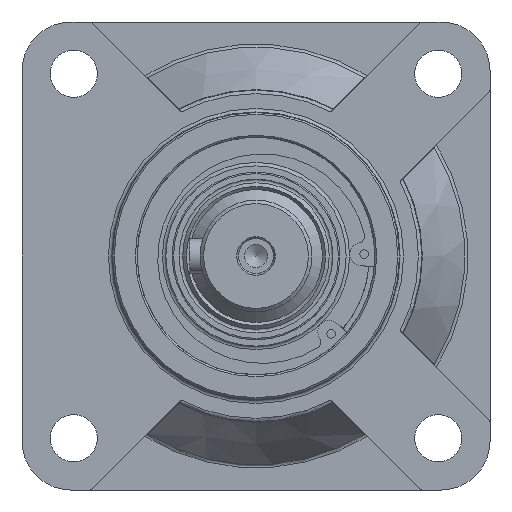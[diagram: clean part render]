
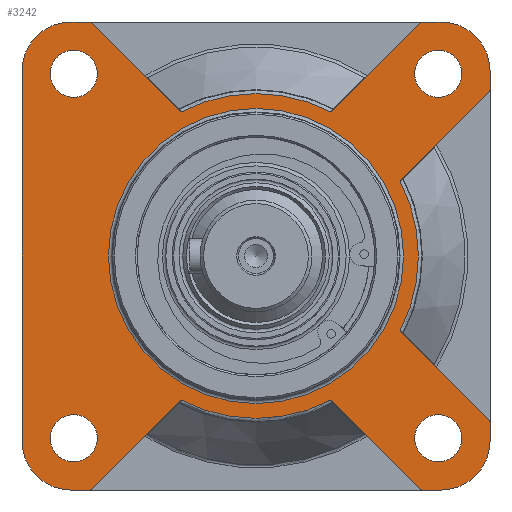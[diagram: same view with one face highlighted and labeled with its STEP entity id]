
A CAD part, left-side view. The second image highlights one B-rep face of the part: STEP entity #3242.
In plain terms, the highlighted planar face has unit normal (-1, 0, 0).
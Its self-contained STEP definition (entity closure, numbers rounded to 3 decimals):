
#270=LINE('',#5051,#432);
#271=LINE('',#5055,#433);
#272=LINE('',#5059,#434);
#273=LINE('',#5063,#435);
#274=LINE('',#5067,#436);
#275=LINE('',#5071,#437);
#276=LINE('',#5075,#438);
#277=LINE('',#5079,#439);
#278=LINE('',#5083,#440);
#279=LINE('',#5087,#441);
#280=LINE('',#5091,#442);
#281=LINE('',#5095,#443);
#282=LINE('',#5099,#444);
#432=VECTOR('',#3988,1000.);
#433=VECTOR('',#3991,1000.);
#434=VECTOR('',#3994,1000.);
#435=VECTOR('',#3997,1000.);
#436=VECTOR('',#4000,1000.);
#437=VECTOR('',#4003,1000.);
#438=VECTOR('',#4006,1000.);
#439=VECTOR('',#4009,1000.);
#440=VECTOR('',#4012,1000.);
#441=VECTOR('',#4015,1000.);
#442=VECTOR('',#4018,1000.);
#443=VECTOR('',#4021,1000.);
#444=VECTOR('',#4024,1000.);
#594=ORIENTED_EDGE('',*,*,#1458,.F.);
#595=ORIENTED_EDGE('',*,*,#1459,.F.);
#596=ORIENTED_EDGE('',*,*,#1460,.F.);
#597=ORIENTED_EDGE('',*,*,#1461,.F.);
#598=ORIENTED_EDGE('',*,*,#1462,.F.);
#599=ORIENTED_EDGE('',*,*,#1463,.F.);
#600=ORIENTED_EDGE('',*,*,#1464,.F.);
#601=ORIENTED_EDGE('',*,*,#1465,.F.);
#602=ORIENTED_EDGE('',*,*,#1466,.F.);
#603=ORIENTED_EDGE('',*,*,#1467,.F.);
#604=ORIENTED_EDGE('',*,*,#1468,.F.);
#605=ORIENTED_EDGE('',*,*,#1469,.F.);
#606=ORIENTED_EDGE('',*,*,#1470,.F.);
#607=ORIENTED_EDGE('',*,*,#1471,.F.);
#608=ORIENTED_EDGE('',*,*,#1472,.F.);
#609=ORIENTED_EDGE('',*,*,#1473,.F.);
#610=ORIENTED_EDGE('',*,*,#1474,.F.);
#611=ORIENTED_EDGE('',*,*,#1475,.F.);
#612=ORIENTED_EDGE('',*,*,#1476,.F.);
#613=ORIENTED_EDGE('',*,*,#1477,.F.);
#614=ORIENTED_EDGE('',*,*,#1478,.F.);
#615=ORIENTED_EDGE('',*,*,#1479,.F.);
#616=ORIENTED_EDGE('',*,*,#1480,.F.);
#617=ORIENTED_EDGE('',*,*,#1481,.F.);
#618=ORIENTED_EDGE('',*,*,#1482,.F.);
#619=ORIENTED_EDGE('',*,*,#1483,.F.);
#620=ORIENTED_EDGE('',*,*,#1484,.T.);
#621=ORIENTED_EDGE('',*,*,#1485,.T.);
#622=ORIENTED_EDGE('',*,*,#1486,.T.);
#623=ORIENTED_EDGE('',*,*,#1487,.T.);
#624=ORIENTED_EDGE('',*,*,#1488,.T.);
#1458=EDGE_CURVE('',#1890,#1891,#2220,.T.);
#1459=EDGE_CURVE('',#1892,#1890,#270,.T.);
#1460=EDGE_CURVE('',#1893,#1892,#2221,.T.);
#1461=EDGE_CURVE('',#1894,#1893,#271,.T.);
#1462=EDGE_CURVE('',#1895,#1894,#2222,.T.);
#1463=EDGE_CURVE('',#1896,#1895,#272,.T.);
#1464=EDGE_CURVE('',#1897,#1896,#2223,.T.);
#1465=EDGE_CURVE('',#1898,#1897,#273,.T.);
#1466=EDGE_CURVE('',#1899,#1898,#2224,.T.);
#1467=EDGE_CURVE('',#1900,#1899,#274,.T.);
#1468=EDGE_CURVE('',#1901,#1900,#2225,.T.);
#1469=EDGE_CURVE('',#1902,#1901,#275,.T.);
#1470=EDGE_CURVE('',#1903,#1902,#2226,.T.);
#1471=EDGE_CURVE('',#1904,#1903,#276,.T.);
#1472=EDGE_CURVE('',#1905,#1904,#2227,.T.);
#1473=EDGE_CURVE('',#1906,#1905,#277,.T.);
#1474=EDGE_CURVE('',#1907,#1906,#2228,.T.);
#1475=EDGE_CURVE('',#1908,#1907,#278,.T.);
#1476=EDGE_CURVE('',#1909,#1908,#2229,.T.);
#1477=EDGE_CURVE('',#1910,#1909,#279,.T.);
#1478=EDGE_CURVE('',#1911,#1910,#2230,.T.);
#1479=EDGE_CURVE('',#1912,#1911,#280,.T.);
#1480=EDGE_CURVE('',#1913,#1912,#2231,.T.);
#1481=EDGE_CURVE('',#1914,#1913,#281,.T.);
#1482=EDGE_CURVE('',#1915,#1914,#2232,.T.);
#1483=EDGE_CURVE('',#1891,#1915,#282,.T.);
#1484=EDGE_CURVE('',#1916,#1916,#2233,.T.);
#1485=EDGE_CURVE('',#1917,#1917,#2234,.T.);
#1486=EDGE_CURVE('',#1918,#1918,#2235,.T.);
#1487=EDGE_CURVE('',#1919,#1919,#2236,.T.);
#1488=EDGE_CURVE('',#1920,#1920,#2237,.T.);
#1890=VERTEX_POINT('',#5049);
#1891=VERTEX_POINT('',#5050);
#1892=VERTEX_POINT('',#5052);
#1893=VERTEX_POINT('',#5054);
#1894=VERTEX_POINT('',#5056);
#1895=VERTEX_POINT('',#5058);
#1896=VERTEX_POINT('',#5060);
#1897=VERTEX_POINT('',#5062);
#1898=VERTEX_POINT('',#5064);
#1899=VERTEX_POINT('',#5066);
#1900=VERTEX_POINT('',#5068);
#1901=VERTEX_POINT('',#5070);
#1902=VERTEX_POINT('',#5072);
#1903=VERTEX_POINT('',#5074);
#1904=VERTEX_POINT('',#5076);
#1905=VERTEX_POINT('',#5078);
#1906=VERTEX_POINT('',#5080);
#1907=VERTEX_POINT('',#5082);
#1908=VERTEX_POINT('',#5084);
#1909=VERTEX_POINT('',#5086);
#1910=VERTEX_POINT('',#5088);
#1911=VERTEX_POINT('',#5090);
#1912=VERTEX_POINT('',#5092);
#1913=VERTEX_POINT('',#5094);
#1914=VERTEX_POINT('',#5096);
#1915=VERTEX_POINT('',#5098);
#1916=VERTEX_POINT('',#5101);
#1917=VERTEX_POINT('',#5103);
#1918=VERTEX_POINT('',#5105);
#1919=VERTEX_POINT('',#5107);
#1920=VERTEX_POINT('',#5109);
#2220=CIRCLE('',#3533,46.5);
#2221=CIRCLE('',#3534,1.);
#2222=CIRCLE('',#3535,14.);
#2223=CIRCLE('',#3536,14.);
#2224=CIRCLE('',#3537,1.);
#2225=CIRCLE('',#3538,46.5);
#2226=CIRCLE('',#3539,1.);
#2227=CIRCLE('',#3540,14.);
#2228=CIRCLE('',#3541,1.);
#2229=CIRCLE('',#3542,46.5);
#2230=CIRCLE('',#3543,1.);
#2231=CIRCLE('',#3544,14.);
#2232=CIRCLE('',#3545,1.);
#2233=CIRCLE('',#3546,6.75);
#2234=CIRCLE('',#3547,6.75);
#2235=CIRCLE('',#3548,6.75);
#2236=CIRCLE('',#3549,6.75);
#2237=CIRCLE('',#3550,42.25);
#2438=EDGE_LOOP('',(#594,#595,#596,#597,#598,#599,#600,#601,#602,#603,#604,
#605,#606,#607,#608,#609,#610,#611,#612,#613,#614,#615,#616,#617,#618,#619));
#2439=EDGE_LOOP('',(#620));
#2440=EDGE_LOOP('',(#621));
#2441=EDGE_LOOP('',(#622));
#2442=EDGE_LOOP('',(#623));
#2443=EDGE_LOOP('',(#624));
#2795=FACE_BOUND('',#2438,.T.);
#2796=FACE_BOUND('',#2439,.T.);
#2797=FACE_BOUND('',#2440,.T.);
#2798=FACE_BOUND('',#2441,.T.);
#2799=FACE_BOUND('',#2442,.T.);
#2800=FACE_BOUND('',#2443,.T.);
#3157=PLANE('',#3532);
#3242=ADVANCED_FACE('',(#2795,#2796,#2797,#2798,#2799,#2800),#3157,.F.);
#3532=AXIS2_PLACEMENT_3D('',#5047,#3984,#3985);
#3533=AXIS2_PLACEMENT_3D('',#5048,#3986,#3987);
#3534=AXIS2_PLACEMENT_3D('',#5053,#3989,#3990);
#3535=AXIS2_PLACEMENT_3D('',#5057,#3992,#3993);
#3536=AXIS2_PLACEMENT_3D('',#5061,#3995,#3996);
#3537=AXIS2_PLACEMENT_3D('',#5065,#3998,#3999);
#3538=AXIS2_PLACEMENT_3D('',#5069,#4001,#4002);
#3539=AXIS2_PLACEMENT_3D('',#5073,#4004,#4005);
#3540=AXIS2_PLACEMENT_3D('',#5077,#4007,#4008);
#3541=AXIS2_PLACEMENT_3D('',#5081,#4010,#4011);
#3542=AXIS2_PLACEMENT_3D('',#5085,#4013,#4014);
#3543=AXIS2_PLACEMENT_3D('',#5089,#4016,#4017);
#3544=AXIS2_PLACEMENT_3D('',#5093,#4019,#4020);
#3545=AXIS2_PLACEMENT_3D('',#5097,#4022,#4023);
#3546=AXIS2_PLACEMENT_3D('',#5100,#4025,#4026);
#3547=AXIS2_PLACEMENT_3D('',#5102,#4027,#4028);
#3548=AXIS2_PLACEMENT_3D('',#5104,#4029,#4030);
#3549=AXIS2_PLACEMENT_3D('',#5106,#4031,#4032);
#3550=AXIS2_PLACEMENT_3D('',#5108,#4033,#4034);
#3984=DIRECTION('',(1.,0.,0.));
#3985=DIRECTION('',(0.,0.,-1.));
#3986=DIRECTION('',(1.,0.,0.));
#3987=DIRECTION('',(0.,0.,-1.));
#3988=DIRECTION('',(0.,-0.707,0.707));
#3989=DIRECTION('',(1.,0.,0.));
#3990=DIRECTION('',(0.,0.,-1.));
#3991=DIRECTION('',(0.,0.,1.));
#3992=DIRECTION('',(1.,0.,0.));
#3993=DIRECTION('',(0.,0.,-1.));
#3994=DIRECTION('',(0.,1.,0.));
#3995=DIRECTION('',(1.,0.,0.));
#3996=DIRECTION('',(0.,0.,-1.));
#3997=DIRECTION('',(0.,0.,-1.));
#3998=DIRECTION('',(1.,0.,0.));
#3999=DIRECTION('',(0.,0.,-1.));
#4000=DIRECTION('',(0.,-0.707,-0.707));
#4001=DIRECTION('',(1.,0.,0.));
#4002=DIRECTION('',(0.,0.,-1.));
#4003=DIRECTION('',(0.,0.707,-0.707));
#4004=DIRECTION('',(1.,0.,0.));
#4005=DIRECTION('',(0.,0.,-1.));
#4006=DIRECTION('',(0.,0.,-1.));
#4007=DIRECTION('',(1.,0.,0.));
#4008=DIRECTION('',(0.,0.,-1.));
#4009=DIRECTION('',(0.,-1.,0.));
#4010=DIRECTION('',(1.,0.,0.));
#4011=DIRECTION('',(0.,0.,-1.));
#4012=DIRECTION('',(0.,-0.707,0.707));
#4013=DIRECTION('',(1.,0.,0.));
#4014=DIRECTION('',(0.,0.,-1.));
#4015=DIRECTION('',(0.,-0.707,-0.707));
#4016=DIRECTION('',(1.,0.,0.));
#4017=DIRECTION('',(0.,0.,-1.));
#4018=DIRECTION('',(0.,-1.,0.));
#4019=DIRECTION('',(1.,0.,0.));
#4020=DIRECTION('',(0.,0.,-1.));
#4021=DIRECTION('',(0.,0.,1.));
#4022=DIRECTION('',(1.,0.,0.));
#4023=DIRECTION('',(0.,0.,-1.));
#4024=DIRECTION('',(0.,0.707,0.707));
#4025=DIRECTION('',(1.,0.,0.));
#4026=DIRECTION('',(0.,0.,-1.));
#4027=DIRECTION('',(1.,0.,0.));
#4028=DIRECTION('',(0.,0.,-1.));
#4029=DIRECTION('',(1.,0.,0.));
#4030=DIRECTION('',(0.,0.,-1.));
#4031=DIRECTION('',(1.,0.,0.));
#4032=DIRECTION('',(0.,0.,-1.));
#4033=DIRECTION('',(1.,0.,0.));
#4034=DIRECTION('',(0.,0.,-1.));
#5047=CARTESIAN_POINT('',(0.,53.,53.));
#5048=CARTESIAN_POINT('',(0.,0.,0.));
#5049=CARTESIAN_POINT('',(0.,41.255,-21.455));
#5050=CARTESIAN_POINT('',(0.,41.255,21.455));
#5051=CARTESIAN_POINT('',(0.,66.707,-46.907));
#5052=CARTESIAN_POINT('',(0.,66.707,-46.907));
#5053=CARTESIAN_POINT('',(0.,66.,-47.614));
#5054=CARTESIAN_POINT('',(0.,67.,-47.614));
#5055=CARTESIAN_POINT('',(0.,67.,-53.));
#5056=CARTESIAN_POINT('',(0.,67.,-53.));
#5057=CARTESIAN_POINT('',(0.,53.,-53.));
#5058=CARTESIAN_POINT('',(0.,53.,-67.));
#5059=CARTESIAN_POINT('',(0.,-53.,-67.));
#5060=CARTESIAN_POINT('',(0.,-53.,-67.));
#5061=CARTESIAN_POINT('',(0.,-53.,-53.));
#5062=CARTESIAN_POINT('',(0.,-67.,-53.));
#5063=CARTESIAN_POINT('',(0.,-67.,53.));
#5064=CARTESIAN_POINT('',(0.,-67.,-47.614));
#5065=CARTESIAN_POINT('',(0.,-66.,-47.614));
#5066=CARTESIAN_POINT('',(0.,-66.707,-46.907));
#5067=CARTESIAN_POINT('',(0.,-40.141,-20.341));
#5068=CARTESIAN_POINT('',(0.,-41.255,-21.455));
#5069=CARTESIAN_POINT('',(0.,0.,0.));
#5070=CARTESIAN_POINT('',(0.,-41.255,21.455));
#5071=CARTESIAN_POINT('',(0.,-66.707,46.907));
#5072=CARTESIAN_POINT('',(0.,-66.707,46.907));
#5073=CARTESIAN_POINT('',(0.,-66.,47.614));
#5074=CARTESIAN_POINT('',(0.,-67.,47.614));
#5075=CARTESIAN_POINT('',(0.,-67.,53.));
#5076=CARTESIAN_POINT('',(0.,-67.,53.));
#5077=CARTESIAN_POINT('',(0.,-53.,53.));
#5078=CARTESIAN_POINT('',(0.,-53.,67.));
#5079=CARTESIAN_POINT('',(0.,53.,67.));
#5080=CARTESIAN_POINT('',(0.,-47.614,67.));
#5081=CARTESIAN_POINT('',(0.,-47.614,66.));
#5082=CARTESIAN_POINT('',(0.,-46.907,66.707));
#5083=CARTESIAN_POINT('',(0.,-20.341,40.141));
#5084=CARTESIAN_POINT('',(0.,-21.455,41.255));
#5085=CARTESIAN_POINT('',(0.,0.,0.));
#5086=CARTESIAN_POINT('',(0.,21.455,41.255));
#5087=CARTESIAN_POINT('',(0.,46.907,66.707));
#5088=CARTESIAN_POINT('',(0.,46.907,66.707));
#5089=CARTESIAN_POINT('',(0.,47.614,66.));
#5090=CARTESIAN_POINT('',(0.,47.614,67.));
#5091=CARTESIAN_POINT('',(0.,53.,67.));
#5092=CARTESIAN_POINT('',(0.,53.,67.));
#5093=CARTESIAN_POINT('',(0.,53.,53.));
#5094=CARTESIAN_POINT('',(0.,67.,53.));
#5095=CARTESIAN_POINT('',(0.,67.,-53.));
#5096=CARTESIAN_POINT('',(0.,67.,47.614));
#5097=CARTESIAN_POINT('',(0.,66.,47.614));
#5098=CARTESIAN_POINT('',(0.,66.707,46.907));
#5099=CARTESIAN_POINT('',(0.,40.141,20.341));
#5100=CARTESIAN_POINT('',(0.,52.184,-52.184));
#5101=CARTESIAN_POINT('',(0.,52.184,-58.934));
#5102=CARTESIAN_POINT('',(0.,-52.184,-52.184));
#5103=CARTESIAN_POINT('',(0.,-52.184,-58.934));
#5104=CARTESIAN_POINT('',(0.,-52.184,52.184));
#5105=CARTESIAN_POINT('',(0.,-52.184,45.434));
#5106=CARTESIAN_POINT('',(0.,52.184,52.184));
#5107=CARTESIAN_POINT('',(0.,52.184,45.434));
#5108=CARTESIAN_POINT('',(0.,0.,0.));
#5109=CARTESIAN_POINT('',(0.,0.,-42.25));
